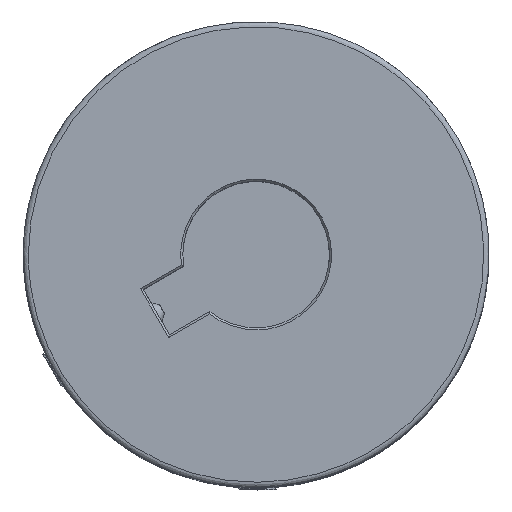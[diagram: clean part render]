
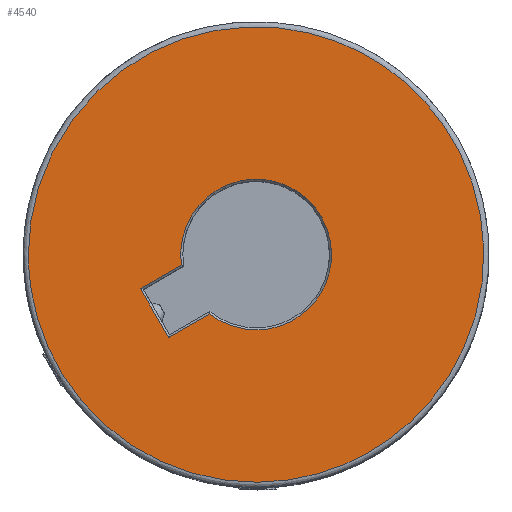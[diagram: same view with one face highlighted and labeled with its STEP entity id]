
A CAD part, top view. The second image highlights one B-rep face of the part: STEP entity #4540.
In plain terms, the highlighted free-form (B-spline) face has degree [1, 1] with [2, 2] control points.
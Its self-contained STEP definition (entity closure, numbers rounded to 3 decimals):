
#4322 = EDGE_CURVE('',#4323,#4325,#4327,.T.);
#4323 = VERTEX_POINT('',#4324);
#4324 = CARTESIAN_POINT('',(-11.016,-10.473,
    67.944));
#4325 = VERTEX_POINT('',#4326);
#4326 = CARTESIAN_POINT('',(-5.845,-7.488,
    67.944));
#4327 = B_SPLINE_CURVE_WITH_KNOTS('',1,(#4328,#4329),.UNSPECIFIED.,.F.,
  .F.,(2,2),(-7.931,-3.405),.PIECEWISE_BEZIER_KNOTS.);
#4328 = CARTESIAN_POINT('',(-11.016,-10.473,
    67.944));
#4329 = CARTESIAN_POINT('',(-5.845,-7.488,
    67.944));
#4374 = VERTEX_POINT('',#4375);
#4375 = CARTESIAN_POINT('',(-9.407,-1.318,
    67.944));
#4382 = EDGE_CURVE('',#4325,#4374,#4383,.T.);
#4383 = ( BOUNDED_CURVE() B_SPLINE_CURVE(2,(#4384,#4385,#4386,#4387,
#4388,#4389,#4390),.UNSPECIFIED.,.F.,.F.) B_SPLINE_CURVE_WITH_KNOTS((3,2
    ,2,3),(4.05,5.888,7.726,9.564),
.PIECEWISE_BEZIER_KNOTS.) CURVE() GEOMETRIC_REPRESENTATION_ITEM() 
RATIONAL_B_SPLINE_CURVE((1.,0.607,1.,0.607,1.,
0.607,1.)) REPRESENTATION_ITEM('') );
#4384 = CARTESIAN_POINT('',(-5.845,-7.488,
    67.944));
#4385 = CARTESIAN_POINT('',(3.969,-15.149,
    67.944));
#4386 = CARTESIAN_POINT('',(8.766,-3.659,
    67.944));
#4387 = CARTESIAN_POINT('',(13.562,7.83,
    67.944));
#4388 = CARTESIAN_POINT('',(1.214,9.421,67.944
    ));
#4389 = CARTESIAN_POINT('',(-11.135,11.012,
    67.944));
#4390 = CARTESIAN_POINT('',(-9.407,-1.318,
    67.944));
#4418 = VERTEX_POINT('',#4419);
#4419 = CARTESIAN_POINT('',(-14.578,-4.303,
    67.944));
#4424 = EDGE_CURVE('',#4418,#4323,#4425,.T.);
#4425 = B_SPLINE_CURVE_WITH_KNOTS('',1,(#4426,#4427),.UNSPECIFIED.,.F.,
  .F.,(2,2),(-3.95,1.45),.PIECEWISE_BEZIER_KNOTS.);
#4426 = CARTESIAN_POINT('',(-14.578,-4.303,
    67.944));
#4427 = CARTESIAN_POINT('',(-11.016,-10.473,
    67.944));
#4438 = EDGE_CURVE('',#4374,#4418,#4439,.T.);
#4439 = B_SPLINE_CURVE_WITH_KNOTS('',1,(#4440,#4441),.UNSPECIFIED.,.F.,
  .F.,(2,2),(1.175,5.7),.PIECEWISE_BEZIER_KNOTS.);
#4440 = CARTESIAN_POINT('',(-9.407,-1.318,
    67.944));
#4441 = CARTESIAN_POINT('',(-14.578,-4.303,
    67.944));
#4540 = ADVANCED_FACE('',(#4541,#4555),#4561,.F.);
#4541 = FACE_BOUND('',#4542,.T.);
#4542 = EDGE_LOOP('',(#4543));
#4543 = ORIENTED_EDGE('',*,*,#4544,.F.);
#4544 = EDGE_CURVE('',#4545,#4545,#4547,.T.);
#4545 = VERTEX_POINT('',#4546);
#4546 = CARTESIAN_POINT('',(-28.695,0.,
    67.944));
#4547 = ( BOUNDED_CURVE() B_SPLINE_CURVE(2,(#4548,#4549,#4550,#4551,
#4552,#4553,#4554),.UNSPECIFIED.,.T.,.F.) B_SPLINE_CURVE_WITH_KNOTS((3,2
    ,2,3),(3.142,5.236,7.33,9.425),
.PIECEWISE_BEZIER_KNOTS.) CURVE() GEOMETRIC_REPRESENTATION_ITEM() 
RATIONAL_B_SPLINE_CURVE((1.,0.5,1.,0.5,1.,0.5,1.)) REPRESENTATION_ITEM(
  '') );
#4548 = CARTESIAN_POINT('',(-28.695,0.,
    67.944));
#4549 = CARTESIAN_POINT('',(-28.695,49.701,
    67.944));
#4550 = CARTESIAN_POINT('',(14.347,24.85,
    67.944));
#4551 = CARTESIAN_POINT('',(57.39,0.,
    67.944));
#4552 = CARTESIAN_POINT('',(14.347,-24.85,
    67.944));
#4553 = CARTESIAN_POINT('',(-28.695,-49.701,
    67.944));
#4554 = CARTESIAN_POINT('',(-28.695,0.,
    67.944));
#4555 = FACE_BOUND('',#4556,.T.);
#4556 = EDGE_LOOP('',(#4557,#4558,#4559,#4560));
#4557 = ORIENTED_EDGE('',*,*,#4382,.F.);
#4558 = ORIENTED_EDGE('',*,*,#4322,.F.);
#4559 = ORIENTED_EDGE('',*,*,#4424,.F.);
#4560 = ORIENTED_EDGE('',*,*,#4438,.F.);
#4561 = B_SPLINE_SURFACE_WITH_KNOTS('',1,1,(
    (#4562,#4563)
    ,(#4564,#4565
  )),.UNSPECIFIED.,.F.,.F.,.F.,(2,2),(2,2),(-21.75,21.75),(-21.75,21.75)
  ,.PIECEWISE_BEZIER_KNOTS.);
#4562 = CARTESIAN_POINT('',(-28.695,28.695,
    67.944));
#4563 = CARTESIAN_POINT('',(-28.695,-28.695,
    67.944));
#4564 = CARTESIAN_POINT('',(28.695,28.695,
    67.944));
#4565 = CARTESIAN_POINT('',(28.695,-28.695,
    67.944));
